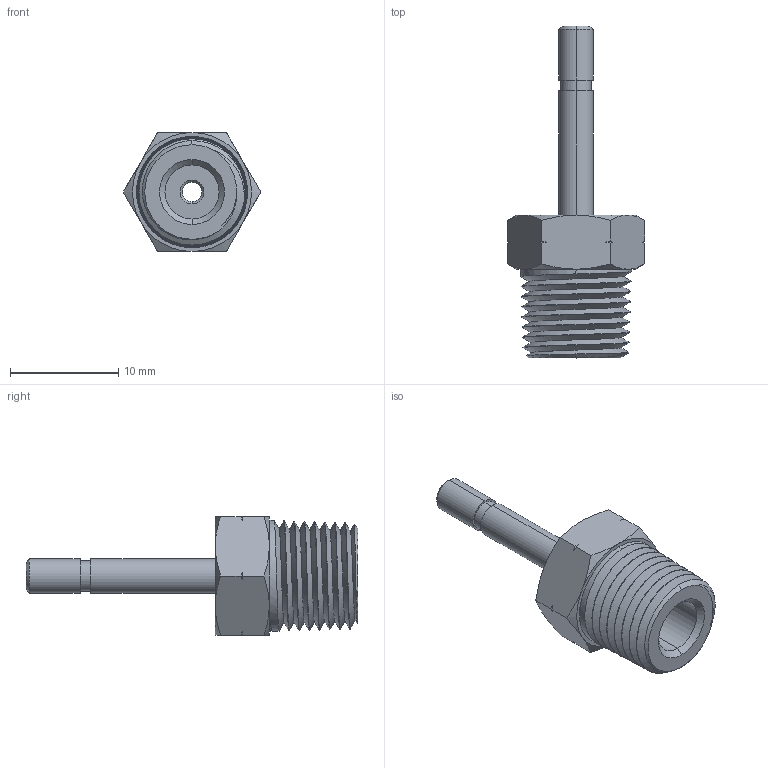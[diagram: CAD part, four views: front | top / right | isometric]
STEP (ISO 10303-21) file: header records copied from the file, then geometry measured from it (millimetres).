
FILE_DESCRIPTION (( 'STEP AP214' ), '1' );
FILE_NAME ('TAS1-8N1-8.STEP', '2018-07-30T21:03:38', ( '' ), ( '' ), 'SwSTEP 2.0', 'SolidWorks 2016', '' );
FILE_SCHEMA (( 'AUTOMOTIVE_DESIGN' ));
Length unit declared in the file: millimetre
Products named in the file (1): TAS1-8N1-8
Bounding box: 12.7 x 30.7 x 11 mm (x, y, z)
Volume: 950.4 mm3; surface area: 1261 mm2
Topology: 1 solids, 1 shells, 81 faces, 200 edges, 126 vertices
Faces by surface type: cone 52, plane 13, cylinder 10, bspline 6
Entity records: 6681 total; most frequent: CARTESIAN_POINT 4000, ORIENTED_EDGE 400, DIRECTION 308, EDGE_CURVE 200, AXIS2_PLACEMENT_3D 128, VERTEX_POINT 126, B_SPLINE_CURVE_WITH_KNOTS 96, EDGE_LOOP 88
